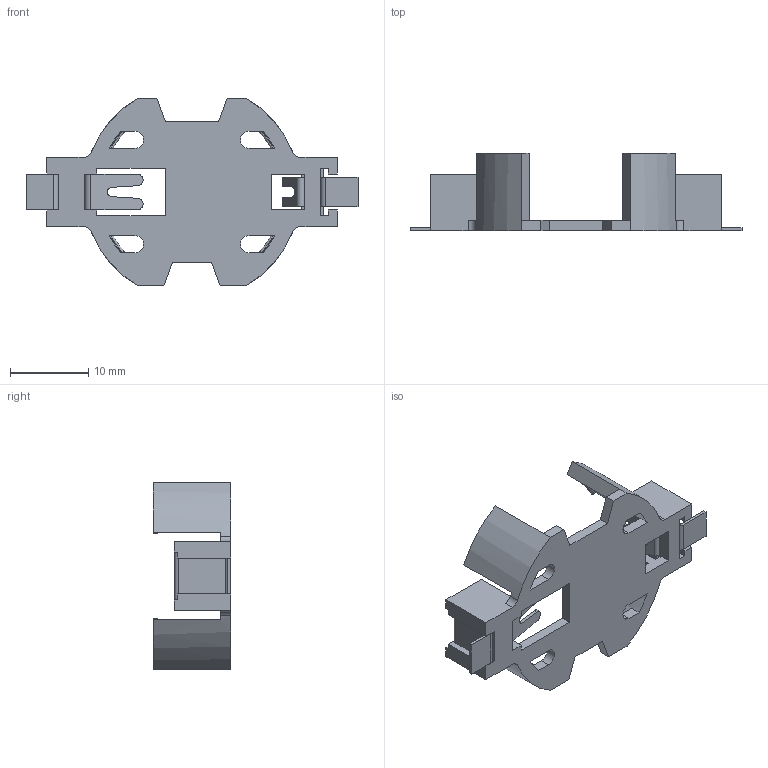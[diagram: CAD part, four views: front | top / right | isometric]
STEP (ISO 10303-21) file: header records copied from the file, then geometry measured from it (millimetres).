
FILE_DESCRIPTION (( 'STEP AP214' ), '1' );
FILE_NAME ('BU2477SM-JJ-GTR.STEP', '2023-12-14T20:05:58', ( '' ), ( '' ), 'SwSTEP 2.0', 'SolidWorks 2021', '' );
FILE_SCHEMA (( 'AUTOMOTIVE_DESIGN' ));
Length unit declared in the file: millimetre
Products named in the file (1): BU2477SM-JJ-GTR
Bounding box: 42.48 x 9.92 x 23.97 mm (x, y, z)
Volume: 1657.9 mm3; surface area: 3021.2 mm2
Topology: 3 solids, 3 shells, 256 faces, 732 edges, 480 vertices
Faces by surface type: plane 190, cylinder 50, torus 16
Entity records: 8380 total; most frequent: CARTESIAN_POINT 1469, ORIENTED_EDGE 1464, DIRECTION 1406, EDGE_CURVE 732, LINE 572, VECTOR 572, VERTEX_POINT 480, AXIS2_PLACEMENT_3D 417
